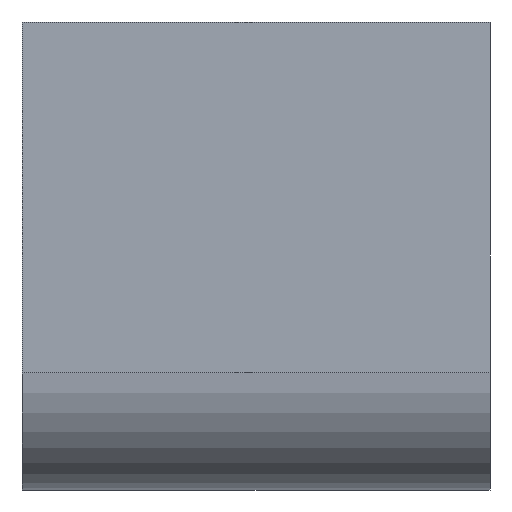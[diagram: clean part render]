
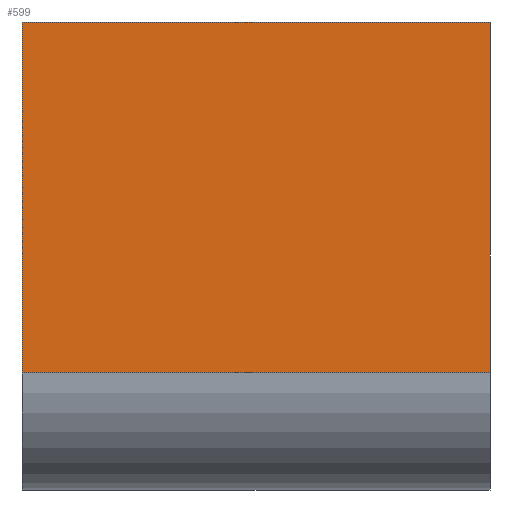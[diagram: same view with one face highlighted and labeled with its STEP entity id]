
A CAD part, front view. The second image highlights one B-rep face of the part: STEP entity #599.
In plain terms, the highlighted planar face has unit normal (0, -1, 0).
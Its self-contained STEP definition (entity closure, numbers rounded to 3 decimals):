
#246 = AXIS2_PLACEMENT_3D ( 'NONE', #1499, #3363, #2727 ) ;
#251 = PLANE ( 'NONE',  #246 ) ;
#319 = VERTEX_POINT ( 'NONE', #1296 ) ;
#386 = DIRECTION ( 'NONE',  ( 0., 0., -1. ) ) ;
#533 = VECTOR ( 'NONE', #3218, 1000. ) ;
#599 = ADVANCED_FACE ( 'NONE', ( #3036 ), #251, .T. ) ;
#724 = CARTESIAN_POINT ( 'NONE',  ( 20., -20., 20. ) ) ;
#819 = EDGE_CURVE ( 'NONE', #319, #3280, #3235, .T. ) ;
#875 = CARTESIAN_POINT ( 'NONE',  ( -20., -20., 20. ) ) ;
#896 = CARTESIAN_POINT ( 'NONE',  ( -20., -20., 20. ) ) ;
#926 = ORIENTED_EDGE ( 'NONE', *, *, #2826, .T. ) ;
#958 = LINE ( 'NONE', #896, #3893 ) ;
#1213 = CARTESIAN_POINT ( 'NONE',  ( 0., -20., -10. ) ) ;
#1296 = CARTESIAN_POINT ( 'NONE',  ( 20., -20., 20. ) ) ;
#1336 = VERTEX_POINT ( 'NONE', #875 ) ;
#1390 = CARTESIAN_POINT ( 'NONE',  ( -20., -20., 20. ) ) ;
#1499 = CARTESIAN_POINT ( 'NONE',  ( 0., -20., 0. ) ) ;
#1741 = CARTESIAN_POINT ( 'NONE',  ( -20., -20., -10. ) ) ;
#1755 = ORIENTED_EDGE ( 'NONE', *, *, #3268, .F. ) ;
#2087 = VECTOR ( 'NONE', #3688, 1000. ) ;
#2421 = EDGE_LOOP ( 'NONE', ( #926, #3771, #3958, #1755 ) ) ;
#2587 = CARTESIAN_POINT ( 'NONE',  ( 20., -20., -10. ) ) ;
#2727 = DIRECTION ( 'NONE',  ( 0., 0., -1. ) ) ;
#2752 = LINE ( 'NONE', #1213, #2087 ) ;
#2826 = EDGE_CURVE ( 'NONE', #1336, #3074, #958, .T. ) ;
#2832 = VECTOR ( 'NONE', #386, 1000. ) ;
#3036 = FACE_OUTER_BOUND ( 'NONE', #2421, .T. ) ;
#3074 = VERTEX_POINT ( 'NONE', #1741 ) ;
#3146 = EDGE_CURVE ( 'NONE', #3074, #3280, #2752, .T. ) ;
#3218 = DIRECTION ( 'NONE',  ( 1., 0., 0. ) ) ;
#3235 = LINE ( 'NONE', #724, #2832 ) ;
#3268 = EDGE_CURVE ( 'NONE', #1336, #319, #3500, .T. ) ;
#3280 = VERTEX_POINT ( 'NONE', #2587 ) ;
#3363 = DIRECTION ( 'NONE',  ( 0., -1., 0. ) ) ;
#3364 = DIRECTION ( 'NONE',  ( 0., 0., -1. ) ) ;
#3500 = LINE ( 'NONE', #1390, #533 ) ;
#3688 = DIRECTION ( 'NONE',  ( 1., 0., 0. ) ) ;
#3771 = ORIENTED_EDGE ( 'NONE', *, *, #3146, .T. ) ;
#3893 = VECTOR ( 'NONE', #3364, 1000. ) ;
#3958 = ORIENTED_EDGE ( 'NONE', *, *, #819, .F. ) ;
